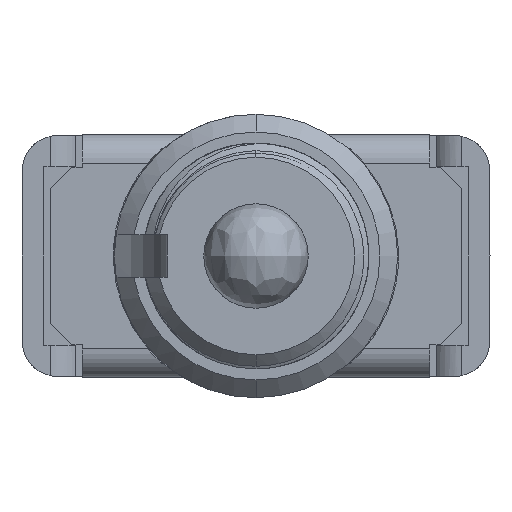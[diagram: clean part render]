
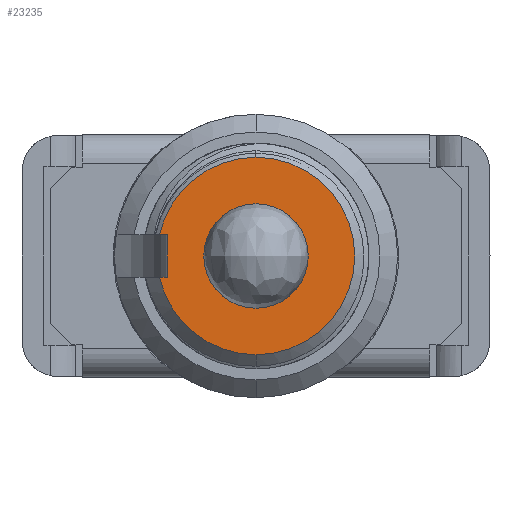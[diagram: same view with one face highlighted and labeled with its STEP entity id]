
A CAD part, front view. The second image highlights one B-rep face of the part: STEP entity #23235.
In plain terms, the highlighted planar face has unit normal (0, -1, 0).
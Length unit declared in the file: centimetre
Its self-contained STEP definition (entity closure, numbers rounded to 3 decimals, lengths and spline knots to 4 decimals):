
#1061 = VERTEX_POINT ( 'NONE', #4399 ) ;
#1321 = VERTEX_POINT ( 'NONE', #10958 ) ;
#1875 = VECTOR ( 'NONE', #5151, 100. ) ;
#3152 = CARTESIAN_POINT ( 'NONE',  ( 0., -0.9, 0. ) ) ;
#4129 = CARTESIAN_POINT ( 'NONE',  ( 0., -0.9, 0.2787 ) ) ;
#4132 = ORIENTED_EDGE ( 'NONE', *, *, #20218, .F. ) ;
#4280 = AXIS2_PLACEMENT_3D ( 'NONE', #19437, #10086, #10219 ) ;
#4327 = DIRECTION ( 'NONE',  ( 1., 0., 0. ) ) ;
#4399 = CARTESIAN_POINT ( 'NONE',  ( -0.25, -0.9, -0.06 ) ) ;
#5054 = ORIENTED_EDGE ( 'NONE', *, *, #23654, .F. ) ;
#5151 = DIRECTION ( 'NONE',  ( 1., 0., 0. ) ) ;
#5226 = FACE_OUTER_BOUND ( 'NONE', #8404, .T. ) ;
#6173 = CARTESIAN_POINT ( 'NONE',  ( 0., -0.9, -0.2787 ) ) ;
#6473 = DIRECTION ( 'NONE',  ( 0., 1., 0. ) ) ;
#6639 = CIRCLE ( 'NONE', #18445, 0.2787 ) ;
#7085 = DIRECTION ( 'NONE',  ( 0., -1., 0. ) ) ;
#8166 = CARTESIAN_POINT ( 'NONE',  ( 0., -0.9, -0.06 ) ) ;
#8404 = EDGE_LOOP ( 'NONE', ( #15583, #5054, #12584, #4132, #20634, #16347 ) ) ;
#9087 = DIRECTION ( 'NONE',  ( 0., 0., 1. ) ) ;
#9768 = VECTOR ( 'NONE', #23378, 100. ) ;
#10075 = VECTOR ( 'NONE', #4327, 100. ) ;
#10086 = DIRECTION ( 'NONE',  ( 0., 1., 0. ) ) ;
#10206 = LINE ( 'NONE', #17730, #9768 ) ;
#10219 = DIRECTION ( 'NONE',  ( 0., 0., 1. ) ) ;
#10958 = CARTESIAN_POINT ( 'NONE',  ( -0.25, -0.9, 0.06 ) ) ;
#11092 = LINE ( 'NONE', #18690, #1875 ) ;
#12198 = CIRCLE ( 'NONE', #4280, 0.2787 ) ;
#12584 = ORIENTED_EDGE ( 'NONE', *, *, #22107, .F. ) ;
#12670 = PLANE ( 'NONE',  #12891 ) ;
#12891 = AXIS2_PLACEMENT_3D ( 'NONE', #20134, #7085, #14623 ) ;
#12901 = EDGE_CURVE ( 'NONE', #1321, #1061, #10206, .T. ) ;
#13821 = CARTESIAN_POINT ( 'NONE',  ( -0.2722, -0.9, -0.06 ) ) ;
#14623 = DIRECTION ( 'NONE',  ( 0., 0., -1. ) ) ;
#15583 = ORIENTED_EDGE ( 'NONE', *, *, #12901, .T. ) ;
#16347 = ORIENTED_EDGE ( 'NONE', *, *, #19408, .T. ) ;
#16922 = VERTEX_POINT ( 'NONE', #18929 ) ;
#17730 = CARTESIAN_POINT ( 'NONE',  ( -0.25, -0.9, -0.06 ) ) ;
#17953 = VERTEX_POINT ( 'NONE', #4129 ) ;
#18445 = AXIS2_PLACEMENT_3D ( 'NONE', #3152, #18548, #9087 ) ;
#18548 = DIRECTION ( 'NONE',  ( 0., 1., 0. ) ) ;
#18690 = CARTESIAN_POINT ( 'NONE',  ( 0., -0.9, 0.06 ) ) ;
#18821 = VERTEX_POINT ( 'NONE', #13821 ) ;
#18929 = CARTESIAN_POINT ( 'NONE',  ( -0.2722, -0.9, 0.06 ) ) ;
#19043 = CARTESIAN_POINT ( 'NONE',  ( 0., -0.9, 0. ) ) ;
#19293 = DIRECTION ( 'NONE',  ( 0., 0., 1. ) ) ;
#19408 = EDGE_CURVE ( 'NONE', #16922, #1321, #11092, .T. ) ;
#19437 = CARTESIAN_POINT ( 'NONE',  ( 0., -0.9, 0. ) ) ;
#20134 = CARTESIAN_POINT ( 'NONE',  ( 0., -0.9, 0. ) ) ;
#20218 = EDGE_CURVE ( 'NONE', #17953, #23628, #12198, .T. ) ;
#20634 = ORIENTED_EDGE ( 'NONE', *, *, #21406, .F. ) ;
#21406 = EDGE_CURVE ( 'NONE', #16922, #17953, #6639, .T. ) ;
#21632 = AXIS2_PLACEMENT_3D ( 'NONE', #19043, #6473, #19293 ) ;
#22107 = EDGE_CURVE ( 'NONE', #23628, #18821, #22419, .T. ) ;
#22419 = CIRCLE ( 'NONE', #21632, 0.2787 ) ;
#22934 = LINE ( 'NONE', #8166, #10075 ) ;
#23235 = ADVANCED_FACE ( 'NONE', ( #5226 ), #12670, .T. ) ;
#23378 = DIRECTION ( 'NONE',  ( 0., 0., -1. ) ) ;
#23628 = VERTEX_POINT ( 'NONE', #6173 ) ;
#23654 = EDGE_CURVE ( 'NONE', #18821, #1061, #22934, .T. ) ;
